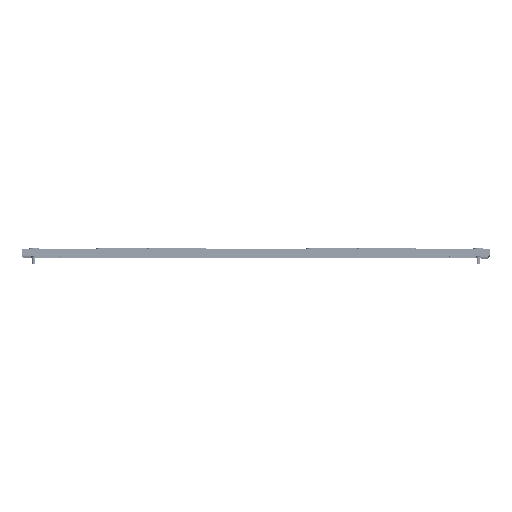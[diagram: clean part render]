
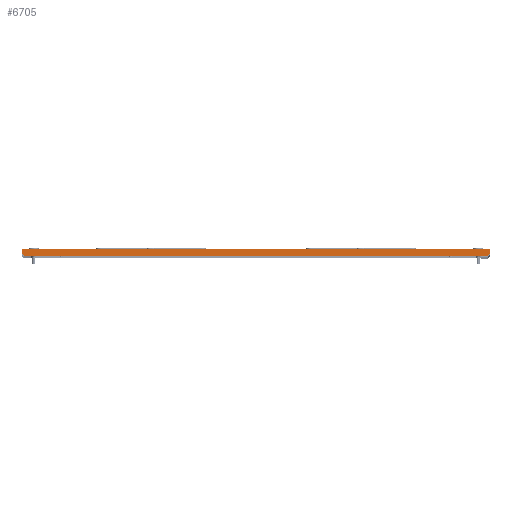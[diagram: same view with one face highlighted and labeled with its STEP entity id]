
A CAD part, top view. The second image highlights one B-rep face of the part: STEP entity #6705.
In plain terms, the highlighted planar face has unit normal (0, 0, 1).
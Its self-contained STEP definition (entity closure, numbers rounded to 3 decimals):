
#6691=AXIS2_PLACEMENT_3D('Plane Axis2P3D',#6688,#6689,#6690) ;
#1330=CARTESIAN_POINT('Line Origine',(402.,560.1,2054.)) ;
#1334=CARTESIAN_POINT('Vertex',(846.6,560.1,2054.)) ;
#1336=CARTESIAN_POINT('Vertex',(-42.6,560.1,2054.)) ;
#2126=CARTESIAN_POINT('Vertex',(-42.6,551.5,2054.)) ;
#2129=CARTESIAN_POINT('Line Origine',(-42.6,555.8,2054.)) ;
#2320=CARTESIAN_POINT('Vertex',(-37.6,546.5,2054.)) ;
#2323=CARTESIAN_POINT('Line Origine',(-40.1,549.,2054.)) ;
#2631=CARTESIAN_POINT('Vertex',(-12.6,546.5,2054.)) ;
#2634=CARTESIAN_POINT('Line Origine',(-25.1,546.5,2054.)) ;
#2656=CARTESIAN_POINT('Line Origine',(846.6,555.8,2054.)) ;
#2660=CARTESIAN_POINT('Vertex',(846.6,551.5,2054.)) ;
#2684=CARTESIAN_POINT('Vertex',(-12.6,547.4,2054.)) ;
#2687=CARTESIAN_POINT('Line Origine',(-12.6,546.95,2054.)) ;
#2708=CARTESIAN_POINT('Vertex',(816.6,546.5,2054.)) ;
#2711=CARTESIAN_POINT('Line Origine',(816.6,546.95,2054.)) ;
#2715=CARTESIAN_POINT('Vertex',(816.6,547.4,2054.)) ;
#2734=CARTESIAN_POINT('Vertex',(841.6,546.5,2054.)) ;
#2737=CARTESIAN_POINT('Line Origine',(829.1,546.5,2054.)) ;
#6426=CARTESIAN_POINT('Line Origine',(402.,547.4,2054.)) ;
#6601=CARTESIAN_POINT('Line Origine',(844.1,549.,2054.)) ;
#6688=CARTESIAN_POINT('Axis2P3D Location',(402.,560.2,2054.)) ;
#1331=DIRECTION('Vector Direction',(1.,0.,0.)) ;
#2130=DIRECTION('Vector Direction',(0.,1.,0.)) ;
#2324=DIRECTION('Vector Direction',(0.707,-0.707,0.)) ;
#2635=DIRECTION('Vector Direction',(1.,0.,0.)) ;
#2657=DIRECTION('Vector Direction',(0.,1.,0.)) ;
#2688=DIRECTION('Vector Direction',(0.,-1.,0.)) ;
#2712=DIRECTION('Vector Direction',(0.,1.,0.)) ;
#2738=DIRECTION('Vector Direction',(1.,0.,0.)) ;
#6427=DIRECTION('Vector Direction',(1.,0.,0.)) ;
#6602=DIRECTION('Vector Direction',(0.707,0.707,0.)) ;
#6689=DIRECTION('Axis2P3D Direction',(0.,0.,1.)) ;
#6690=DIRECTION('Axis2P3D XDirection',(-1.,-0.,-0.)) ;
#1332=VECTOR('Line Direction',#1331,1.) ;
#2131=VECTOR('Line Direction',#2130,1.) ;
#2325=VECTOR('Line Direction',#2324,1.) ;
#2636=VECTOR('Line Direction',#2635,1.) ;
#2658=VECTOR('Line Direction',#2657,1.) ;
#2689=VECTOR('Line Direction',#2688,1.) ;
#2713=VECTOR('Line Direction',#2712,1.) ;
#2739=VECTOR('Line Direction',#2738,1.) ;
#6428=VECTOR('Line Direction',#6427,1.) ;
#6603=VECTOR('Line Direction',#6602,1.) ;
#6694=ORIENTED_EDGE('',*,*,#2662,.T.) ;
#6695=ORIENTED_EDGE('',*,*,#1338,.T.) ;
#6696=ORIENTED_EDGE('',*,*,#2133,.F.) ;
#6697=ORIENTED_EDGE('',*,*,#2327,.T.) ;
#6698=ORIENTED_EDGE('',*,*,#2638,.T.) ;
#6699=ORIENTED_EDGE('',*,*,#2691,.F.) ;
#6700=ORIENTED_EDGE('',*,*,#6430,.T.) ;
#6701=ORIENTED_EDGE('',*,*,#2717,.F.) ;
#6702=ORIENTED_EDGE('',*,*,#2741,.T.) ;
#6703=ORIENTED_EDGE('',*,*,#6605,.T.) ;
#6705=ADVANCED_FACE('PartBody',(#6704),#6692,.T.) ;
#1338=EDGE_CURVE('',#1335,#1337,#1333,.F.) ;
#2133=EDGE_CURVE('',#2127,#1337,#2132,.T.) ;
#2327=EDGE_CURVE('',#2127,#2321,#2326,.T.) ;
#2638=EDGE_CURVE('',#2321,#2632,#2637,.T.) ;
#2662=EDGE_CURVE('',#2661,#1335,#2659,.T.) ;
#2691=EDGE_CURVE('',#2685,#2632,#2690,.T.) ;
#2717=EDGE_CURVE('',#2709,#2716,#2714,.T.) ;
#2741=EDGE_CURVE('',#2709,#2735,#2740,.T.) ;
#6430=EDGE_CURVE('',#2685,#2716,#6429,.T.) ;
#6605=EDGE_CURVE('',#2735,#2661,#6604,.T.) ;
#6693=EDGE_LOOP('',(#6694,#6695,#6696,#6697,#6698,#6699,#6700,#6701,#6702,#6703)) ;
#6704=FACE_OUTER_BOUND('',#6693,.T.) ;
#1333=LINE('Line',#1330,#1332) ;
#2132=LINE('Line',#2129,#2131) ;
#2326=LINE('Line',#2323,#2325) ;
#2637=LINE('Line',#2634,#2636) ;
#2659=LINE('Line',#2656,#2658) ;
#2690=LINE('Line',#2687,#2689) ;
#2714=LINE('Line',#2711,#2713) ;
#2740=LINE('Line',#2737,#2739) ;
#6429=LINE('Line',#6426,#6428) ;
#6604=LINE('Line',#6601,#6603) ;
#6692=PLANE('',#6691) ;
#1335=VERTEX_POINT('',#1334) ;
#1337=VERTEX_POINT('',#1336) ;
#2127=VERTEX_POINT('',#2126) ;
#2321=VERTEX_POINT('',#2320) ;
#2632=VERTEX_POINT('',#2631) ;
#2661=VERTEX_POINT('',#2660) ;
#2685=VERTEX_POINT('',#2684) ;
#2709=VERTEX_POINT('',#2708) ;
#2716=VERTEX_POINT('',#2715) ;
#2735=VERTEX_POINT('',#2734) ;
